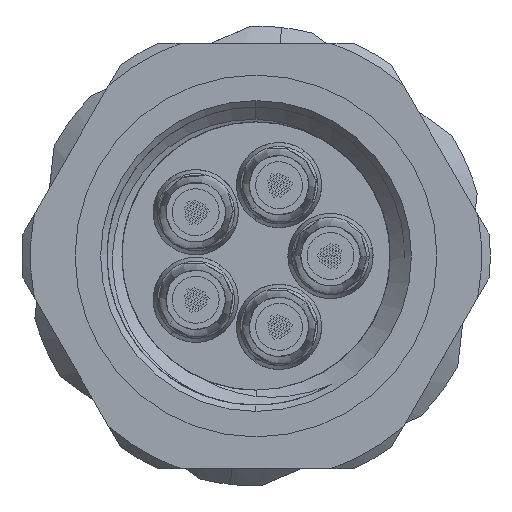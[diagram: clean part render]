
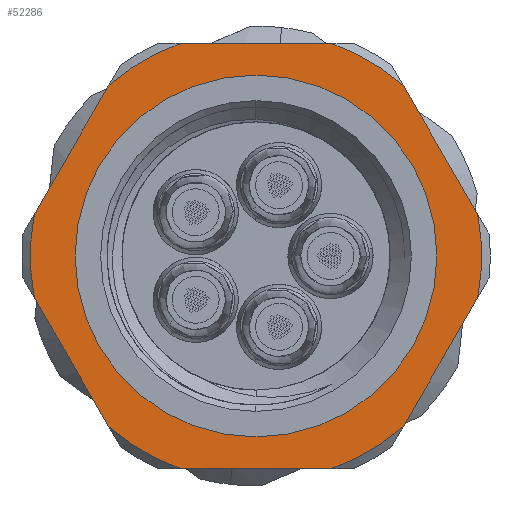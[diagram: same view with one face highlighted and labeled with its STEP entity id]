
A CAD part, left-side view. The second image highlights one B-rep face of the part: STEP entity #52286.
In plain terms, the highlighted planar face has unit normal (-1, 0, 0).
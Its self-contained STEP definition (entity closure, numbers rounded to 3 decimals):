
#841 = PLANE ( 'NONE',  #43611 ) ;
#1256 = CARTESIAN_POINT ( 'NONE',  ( -5.8, 5.5, 0. ) ) ;
#1278 = CARTESIAN_POINT ( 'NONE',  ( -5.8, -3.451, -4.022 ) ) ;
#1730 = DIRECTION ( 'NONE',  ( 0., 0., -1. ) ) ;
#2037 = CARTESIAN_POINT ( 'NONE',  ( -5.8, 0., 0. ) ) ;
#2427 = AXIS2_PLACEMENT_3D ( 'NONE', #26728, #77375, #25520 ) ;
#2508 = EDGE_CURVE ( 'NONE', #74931, #14600, #73039, .T. ) ;
#3581 = DIRECTION ( 'NONE',  ( 0., 0., -1. ) ) ;
#4320 = CARTESIAN_POINT ( 'NONE',  ( -5.8, 0., 0. ) ) ;
#4980 = ORIENTED_EDGE ( 'NONE', *, *, #28524, .T. ) ;
#5882 = DIRECTION ( 'NONE',  ( 0., 0., -1. ) ) ;
#7436 = DIRECTION ( 'NONE',  ( -1., 0., 0. ) ) ;
#8955 = CARTESIAN_POINT ( 'NONE',  ( -5.8, 5.209, 0.978 ) ) ;
#11742 = CIRCLE ( 'NONE', #2427, 4.25 ) ;
#12130 = CIRCLE ( 'NONE', #47951, 5.3 ) ;
#13562 = AXIS2_PLACEMENT_3D ( 'NONE', #4320, #54200, #73688 ) ;
#13729 = CARTESIAN_POINT ( 'NONE',  ( -5.8, -5.209, -0.978 ) ) ;
#14471 = ORIENTED_EDGE ( 'NONE', *, *, #71888, .T. ) ;
#14600 = VERTEX_POINT ( 'NONE', #8955 ) ;
#14634 = CIRCLE ( 'NONE', #29191, 5.3 ) ;
#15359 = VERTEX_POINT ( 'NONE', #30359 ) ;
#15655 = CIRCLE ( 'NONE', #23619, 5.3 ) ;
#15820 = ORIENTED_EDGE ( 'NONE', *, *, #26207, .T. ) ;
#16006 = EDGE_LOOP ( 'NONE', ( #80198, #29647 ) ) ;
#16961 = CARTESIAN_POINT ( 'NONE',  ( -5.8, 2.887, 5. ) ) ;
#17726 = DIRECTION ( 'NONE',  ( -1., 0., 0. ) ) ;
#17847 = EDGE_CURVE ( 'NONE', #66107, #42897, #14634, .T. ) ;
#20570 = CARTESIAN_POINT ( 'NONE',  ( -5.8, -2.887, 5. ) ) ;
#20736 = VERTEX_POINT ( 'NONE', #71824 ) ;
#21236 = LINE ( 'NONE', #53636, #24993 ) ;
#21836 = ORIENTED_EDGE ( 'NONE', *, *, #58360, .T. ) ;
#22181 = EDGE_CURVE ( 'NONE', #75755, #70661, #65235, .T. ) ;
#22665 = ORIENTED_EDGE ( 'NONE', *, *, #76777, .T. ) ;
#22942 = DIRECTION ( 'NONE',  ( 0., 1., 0. ) ) ;
#23619 = AXIS2_PLACEMENT_3D ( 'NONE', #43410, #37980, #69126 ) ;
#24957 = AXIS2_PLACEMENT_3D ( 'NONE', #52814, #77292, #78084 ) ;
#24993 = VECTOR ( 'NONE', #71878, 1000. ) ;
#25520 = DIRECTION ( 'NONE',  ( 0., 0., 1. ) ) ;
#25553 = VERTEX_POINT ( 'NONE', #32645 ) ;
#25768 = VERTEX_POINT ( 'NONE', #1278 ) ;
#26155 = CARTESIAN_POINT ( 'NONE',  ( -5.8, 0., 0. ) ) ;
#26207 = EDGE_CURVE ( 'NONE', #64658, #25768, #35360, .T. ) ;
#26728 = CARTESIAN_POINT ( 'NONE',  ( -5.8, 0., 0. ) ) ;
#28524 = EDGE_CURVE ( 'NONE', #25768, #59839, #21236, .T. ) ;
#28544 = ORIENTED_EDGE ( 'NONE', *, *, #22181, .T. ) ;
#29191 = AXIS2_PLACEMENT_3D ( 'NONE', #30534, #64862, #1730 ) ;
#29647 = ORIENTED_EDGE ( 'NONE', *, *, #51232, .F. ) ;
#30359 = CARTESIAN_POINT ( 'NONE',  ( -5.8, 5.209, -0.978 ) ) ;
#30534 = CARTESIAN_POINT ( 'NONE',  ( -5.8, 0., 0. ) ) ;
#32415 = CARTESIAN_POINT ( 'NONE',  ( -5.8, -1.758, -5. ) ) ;
#32645 = CARTESIAN_POINT ( 'NONE',  ( -5.8, 0., 4.25 ) ) ;
#34521 = CARTESIAN_POINT ( 'NONE',  ( -5.8, -5.774, 0. ) ) ;
#34938 = DIRECTION ( 'NONE',  ( 0., 0.5, 0.866 ) ) ;
#35360 = CIRCLE ( 'NONE', #40724, 5.3 ) ;
#35431 = ORIENTED_EDGE ( 'NONE', *, *, #2508, .T. ) ;
#35804 = EDGE_CURVE ( 'NONE', #68066, #74931, #15655, .T. ) ;
#37610 = VERTEX_POINT ( 'NONE', #53527 ) ;
#37980 = DIRECTION ( 'NONE',  ( -1., 0., 0. ) ) ;
#38004 = CARTESIAN_POINT ( 'NONE',  ( -5.8, 3.451, -4.022 ) ) ;
#39013 = CARTESIAN_POINT ( 'NONE',  ( -5.8, 1.758, -5. ) ) ;
#40212 = ORIENTED_EDGE ( 'NONE', *, *, #79072, .T. ) ;
#40724 = AXIS2_PLACEMENT_3D ( 'NONE', #26155, #7436, #63936 ) ;
#41343 = VECTOR ( 'NONE', #22942, 1000. ) ;
#42115 = CIRCLE ( 'NONE', #24957, 4.25 ) ;
#42897 = VERTEX_POINT ( 'NONE', #48740 ) ;
#43410 = CARTESIAN_POINT ( 'NONE',  ( -5.8, 0., 0. ) ) ;
#43611 = AXIS2_PLACEMENT_3D ( 'NONE', #1256, #45341, #5882 ) ;
#44255 = VECTOR ( 'NONE', #53453, 1000. ) ;
#44489 = EDGE_CURVE ( 'NONE', #25553, #20736, #11742, .T. ) ;
#45341 = DIRECTION ( 'NONE',  ( 1., 0., 0. ) ) ;
#45532 = AXIS2_PLACEMENT_3D ( 'NONE', #55516, #17726, #3581 ) ;
#46857 = VECTOR ( 'NONE', #34938, 1000. ) ;
#47632 = CARTESIAN_POINT ( 'NONE',  ( -5.8, 2.887, -5. ) ) ;
#47773 = DIRECTION ( 'NONE',  ( -1., 0., 0. ) ) ;
#47951 = AXIS2_PLACEMENT_3D ( 'NONE', #2037, #47773, #79228 ) ;
#48241 = CARTESIAN_POINT ( 'NONE',  ( -5.8, 1.758, 5. ) ) ;
#48740 = CARTESIAN_POINT ( 'NONE',  ( -5.8, -1.758, 5. ) ) ;
#51232 = EDGE_CURVE ( 'NONE', #20736, #25553, #42115, .T. ) ;
#52167 = LINE ( 'NONE', #20570, #41343 ) ;
#52286 = ADVANCED_FACE ( 'NONE', ( #64020, #57814 ), #841, .F. ) ;
#52814 = CARTESIAN_POINT ( 'NONE',  ( -5.8, 0., 0. ) ) ;
#53453 = DIRECTION ( 'NONE',  ( 0., -1., 0. ) ) ;
#53527 = CARTESIAN_POINT ( 'NONE',  ( -5.8, -5.209, 0.978 ) ) ;
#53636 = CARTESIAN_POINT ( 'NONE',  ( -5.8, -2.887, -5. ) ) ;
#54200 = DIRECTION ( 'NONE',  ( -1., 0., 0. ) ) ;
#55516 = CARTESIAN_POINT ( 'NONE',  ( -5.8, 0., 0. ) ) ;
#57392 = CARTESIAN_POINT ( 'NONE',  ( -5.8, 5.774, 0. ) ) ;
#57814 = FACE_OUTER_BOUND ( 'NONE', #74356, .T. ) ;
#58360 = EDGE_CURVE ( 'NONE', #70661, #64658, #79503, .T. ) ;
#58890 = ORIENTED_EDGE ( 'NONE', *, *, #17847, .T. ) ;
#59057 = ORIENTED_EDGE ( 'NONE', *, *, #66026, .T. ) ;
#59839 = VERTEX_POINT ( 'NONE', #13729 ) ;
#60173 = DIRECTION ( 'NONE',  ( 0., 0.5, -0.866 ) ) ;
#60725 = LINE ( 'NONE', #34521, #46857 ) ;
#61461 = CIRCLE ( 'NONE', #45532, 5.3 ) ;
#61995 = ORIENTED_EDGE ( 'NONE', *, *, #35804, .T. ) ;
#63121 = VECTOR ( 'NONE', #60173, 1000. ) ;
#63193 = DIRECTION ( 'NONE',  ( 0., -0.5, -0.866 ) ) ;
#63936 = DIRECTION ( 'NONE',  ( 0., 0., -1. ) ) ;
#64020 = FACE_BOUND ( 'NONE', #16006, .T. ) ;
#64658 = VERTEX_POINT ( 'NONE', #32415 ) ;
#64814 = LINE ( 'NONE', #57392, #72528 ) ;
#64862 = DIRECTION ( 'NONE',  ( -1., 0., 0. ) ) ;
#65235 = CIRCLE ( 'NONE', #13562, 5.3 ) ;
#66026 = EDGE_CURVE ( 'NONE', #37610, #66107, #60725, .T. ) ;
#66107 = VERTEX_POINT ( 'NONE', #72763 ) ;
#68066 = VERTEX_POINT ( 'NONE', #48241 ) ;
#69126 = DIRECTION ( 'NONE',  ( 0., 0., -1. ) ) ;
#70661 = VERTEX_POINT ( 'NONE', #39013 ) ;
#71824 = CARTESIAN_POINT ( 'NONE',  ( -5.8, 0., -4.25 ) ) ;
#71878 = DIRECTION ( 'NONE',  ( 0., -0.5, 0.866 ) ) ;
#71888 = EDGE_CURVE ( 'NONE', #42897, #68066, #52167, .T. ) ;
#72528 = VECTOR ( 'NONE', #63193, 1000. ) ;
#72688 = EDGE_CURVE ( 'NONE', #59839, #37610, #61461, .T. ) ;
#72763 = CARTESIAN_POINT ( 'NONE',  ( -5.8, -3.451, 4.022 ) ) ;
#73039 = LINE ( 'NONE', #16961, #63121 ) ;
#73688 = DIRECTION ( 'NONE',  ( 0., 0., -1. ) ) ;
#74026 = ORIENTED_EDGE ( 'NONE', *, *, #72688, .T. ) ;
#74355 = CARTESIAN_POINT ( 'NONE',  ( -5.8, 3.451, 4.022 ) ) ;
#74356 = EDGE_LOOP ( 'NONE', ( #22665, #28544, #21836, #15820, #4980, #74026, #59057, #58890, #14471, #61995, #35431, #40212 ) ) ;
#74931 = VERTEX_POINT ( 'NONE', #74355 ) ;
#75755 = VERTEX_POINT ( 'NONE', #38004 ) ;
#76777 = EDGE_CURVE ( 'NONE', #15359, #75755, #64814, .T. ) ;
#77292 = DIRECTION ( 'NONE',  ( -1., 0., 0. ) ) ;
#77375 = DIRECTION ( 'NONE',  ( -1., 0., 0. ) ) ;
#78084 = DIRECTION ( 'NONE',  ( 0., 0., 1. ) ) ;
#79072 = EDGE_CURVE ( 'NONE', #14600, #15359, #12130, .T. ) ;
#79228 = DIRECTION ( 'NONE',  ( 0., 0., -1. ) ) ;
#79503 = LINE ( 'NONE', #47632, #44255 ) ;
#80198 = ORIENTED_EDGE ( 'NONE', *, *, #44489, .F. ) ;
